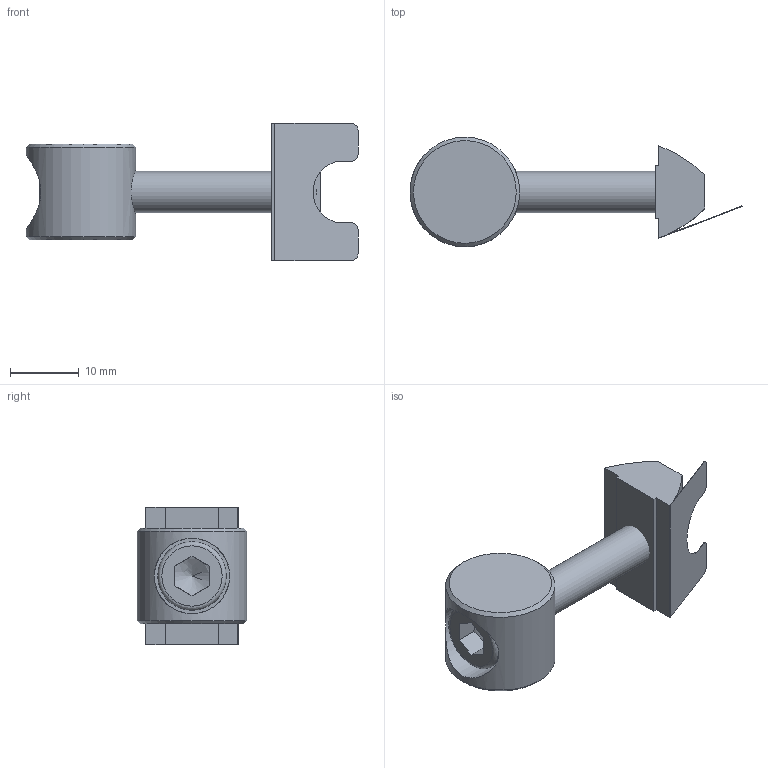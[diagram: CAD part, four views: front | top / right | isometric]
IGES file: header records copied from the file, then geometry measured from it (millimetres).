
Global section: file name: 311420.stp.ipt; native system: Autodesk Inventor 2014; preprocessor: unknown; author: zeman; date: 20151020.095919; units: millimetre
Bounding box: 48.44 x 16 x 20 mm (x, y, z)
Volume: 4481 mm3; surface area: 3724 mm2
Topology: 3 solids, 3 shells, 47 faces, 122 edges, 82 vertices
Faces by surface type: plane 28, cylinder 9, revolution 6, cone 3, bspline 1
Full cylindrical faces by diameter (mm): 6 x1, 10 x1, 16 x1
